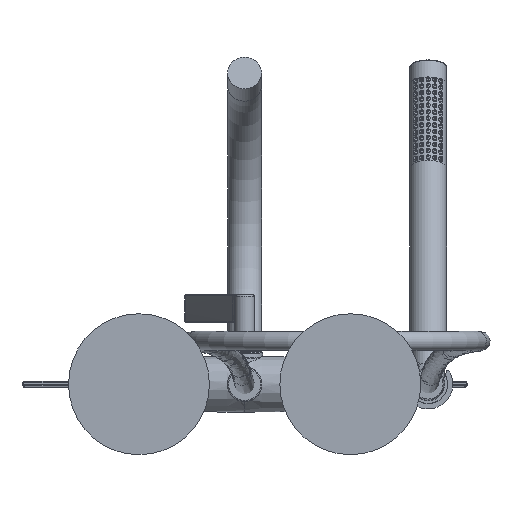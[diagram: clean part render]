
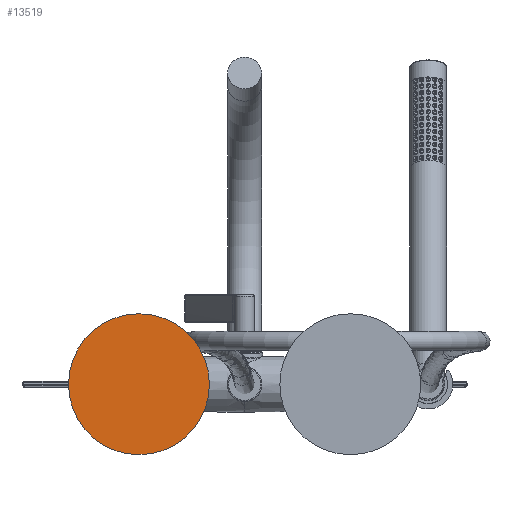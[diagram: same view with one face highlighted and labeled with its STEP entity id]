
A CAD part, front view. The second image highlights one B-rep face of the part: STEP entity #13519.
In plain terms, the highlighted planar face has unit normal (0, -1, 0).
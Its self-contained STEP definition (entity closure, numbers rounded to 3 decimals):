
#245 = DIRECTION ( 'NONE',  ( 0., 0., 1. ) ) ;
#1879 = VERTEX_POINT ( 'NONE', #12038 ) ;
#4008 = CARTESIAN_POINT ( 'NONE',  ( 0., 0., 0. ) ) ;
#6352 = EDGE_LOOP ( 'NONE', ( #8465 ) ) ;
#6898 = CARTESIAN_POINT ( 'NONE',  ( 0., 0., 0. ) ) ;
#7827 = DIRECTION ( 'NONE',  ( 0., 1., 0. ) ) ;
#8082 = EDGE_CURVE ( 'NONE', #1879, #1879, #14347, .T. ) ;
#8160 = DIRECTION ( 'NONE',  ( 0., 0., -1. ) ) ;
#8465 = ORIENTED_EDGE ( 'NONE', *, *, #8082, .T. ) ;
#10721 = AXIS2_PLACEMENT_3D ( 'NONE', #6898, #15650, #8160 ) ;
#12038 = CARTESIAN_POINT ( 'NONE',  ( 0., 0., -50. ) ) ;
#13519 = ADVANCED_FACE ( 'NONE', ( #15313 ), #15322, .F. ) ;
#14347 = CIRCLE ( 'NONE', #10721, 50. ) ;
#15313 = FACE_OUTER_BOUND ( 'NONE', #6352, .T. ) ;
#15322 = PLANE ( 'NONE',  #16037 ) ;
#15650 = DIRECTION ( 'NONE',  ( 0., -1., 0. ) ) ;
#16037 = AXIS2_PLACEMENT_3D ( 'NONE', #4008, #7827, #245 ) ;
